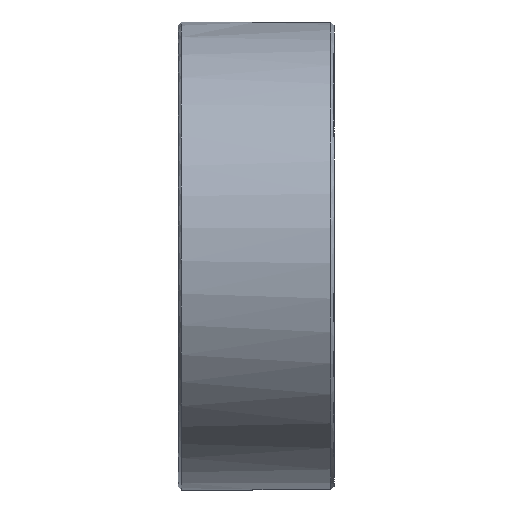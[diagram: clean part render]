
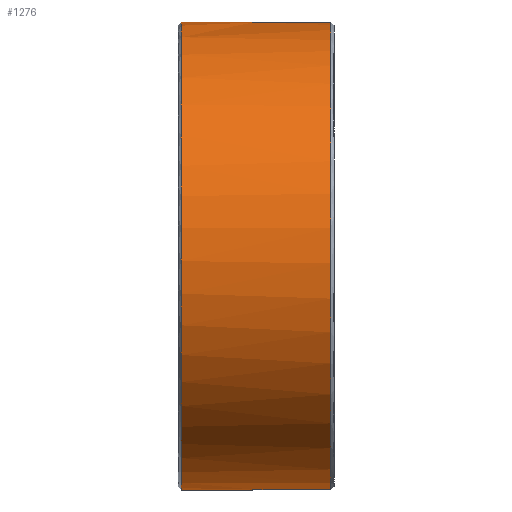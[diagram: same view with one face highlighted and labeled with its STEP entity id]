
A CAD part, front view. The second image highlights one B-rep face of the part: STEP entity #1276.
In plain terms, the highlighted free-form (B-spline) face has degree [3, 1] with [4, 2] control points.
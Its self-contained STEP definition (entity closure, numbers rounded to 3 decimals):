
#15 = VECTOR ( 'NONE', #1598, 1000. ) ;
#24 = CARTESIAN_POINT ( 'NONE',  ( 9.8, -1.055, -14.971 ) ) ;
#33 = CARTESIAN_POINT ( 'NONE',  ( 0.2, -34., 15. ) ) ;
#37 = DIRECTION ( 'NONE',  ( -1., 0., 0. ) ) ;
#129 = ORIENTED_EDGE ( 'NONE', *, *, #849, .T. ) ;
#130 = CARTESIAN_POINT ( 'NONE',  ( 0.2, 0., -15. ) ) ;
#174 = CARTESIAN_POINT ( 'NONE',  ( 4.8, 0., 15. ) ) ;
#189 = CARTESIAN_POINT ( 'NONE',  ( 0.2, 0., 15. ) ) ;
#191 = VERTEX_POINT ( 'NONE', #923 ) ;
#193 = CARTESIAN_POINT ( 'NONE',  ( 10., 0., -15. ) ) ;
#234 = CARTESIAN_POINT ( 'NONE',  ( 9.8, -1.055, -14.971 ) ) ;
#239 = DIRECTION ( 'NONE',  ( 1., 0., 0. ) ) ;
#264 = EDGE_CURVE ( 'NONE', #764, #274, #790, .T. ) ;
#274 = VERTEX_POINT ( 'NONE', #1421 ) ;
#301 = VERTEX_POINT ( 'NONE', #234 ) ;
#340 = EDGE_CURVE ( 'NONE', #274, #487, #1385, .T. ) ;
#354 = ORIENTED_EDGE ( 'NONE', *, *, #264, .T. ) ;
#371 = EDGE_CURVE ( 'NONE', #1438, #1016, #676, .T. ) ;
#374 = LINE ( 'NONE', #193, #1459 ) ;
#377 = CARTESIAN_POINT ( 'NONE',  ( 9.8, -34., -15. ) ) ;
#409 = ORIENTED_EDGE ( 'NONE', *, *, #1581, .T. ) ;
#419 = CARTESIAN_POINT ( 'NONE',  ( 0.2, -34., -15. ) ) ;
#458 = CARTESIAN_POINT ( 'NONE',  ( 4.8, -0.704, 14.99 ) ) ;
#486 = CARTESIAN_POINT ( 'NONE',  ( 9.8, -31.185, 13.318 ) ) ;
#487 = VERTEX_POINT ( 'NONE', #793 ) ;
#506 = VECTOR ( 'NONE', #239, 1000. ) ;
#531 = ORIENTED_EDGE ( 'NONE', *, *, #1401, .F. ) ;
#577 = CARTESIAN_POINT ( 'NONE',  ( 0.2, -34., 15. ) ) ;
#595 = CARTESIAN_POINT ( 'NONE',  ( 0.2, 0., 15. ) ) ;
#634 = CARTESIAN_POINT ( 'NONE',  ( 4.8, 0., -15. ) ) ;
#674 = CARTESIAN_POINT ( 'NONE',  ( 9.8, 0., 15. ) ) ;
#676 =( BOUNDED_CURVE ( )  B_SPLINE_CURVE ( 3, ( #634, #936, #1899, #1583 ),
 .UNSPECIFIED., .F., .F. ) 
 B_SPLINE_CURVE_WITH_KNOTS ( ( 4, 4 ),
 ( 0., 1. ),
 .UNSPECIFIED. ) 
 CURVE ( )  GEOMETRIC_REPRESENTATION_ITEM ( )  RATIONAL_B_SPLINE_CURVE ( ( 1., 1., 1., 1. ) ) 
 REPRESENTATION_ITEM ( '' )  );
#677 = VERTEX_POINT ( 'NONE', #1505 ) ;
#678 = CARTESIAN_POINT ( 'NONE',  ( 9.8, -1.055, 14.971 ) ) ;
#754 = CARTESIAN_POINT ( 'NONE',  ( 9.8, -31.185, -13.318 ) ) ;
#764 = VERTEX_POINT ( 'NONE', #678 ) ;
#784 = CARTESIAN_POINT ( 'NONE',  ( 4.8, -0.352, 15. ) ) ;
#790 = LINE ( 'NONE', #1098, #1824 ) ;
#793 = CARTESIAN_POINT ( 'NONE',  ( 4.8, 0., 15. ) ) ;
#822 = EDGE_LOOP ( 'NONE', ( #1537, #1714, #531, #1892, #409, #129, #354, #1044 ) ) ;
#823 = CARTESIAN_POINT ( 'NONE',  ( 10., 0., 15. ) ) ;
#849 = EDGE_CURVE ( 'NONE', #301, #764, #887, .T. ) ;
#887 =( BOUNDED_CURVE ( )  B_SPLINE_CURVE ( 3, ( #24, #754, #486, #1994 ),
 .UNSPECIFIED., .F., .T. ) 
 B_SPLINE_CURVE_WITH_KNOTS ( ( 4, 4 ),
 ( 0., 1. ),
 .UNSPECIFIED. ) 
 CURVE ( )  GEOMETRIC_REPRESENTATION_ITEM ( )  RATIONAL_B_SPLINE_CURVE ( ( 1., 0.375, 0.375, 1. ) ) 
 REPRESENTATION_ITEM ( '' )  );
#903 = EDGE_CURVE ( 'NONE', #191, #677, #1183, .T. ) ;
#923 = CARTESIAN_POINT ( 'NONE',  ( 0.2, 0., 15. ) ) ;
#936 = CARTESIAN_POINT ( 'NONE',  ( 4.8, -0.352, -15. ) ) ;
#956 = CARTESIAN_POINT ( 'NONE',  ( 4.8, -1.055, 14.971 ) ) ;
#995 = CARTESIAN_POINT ( 'NONE',  ( 0.2, -34., -15. ) ) ;
#1016 = VERTEX_POINT ( 'NONE', #1690 ) ;
#1019 = LINE ( 'NONE', #1997, #506 ) ;
#1044 = ORIENTED_EDGE ( 'NONE', *, *, #340, .T. ) ;
#1098 = CARTESIAN_POINT ( 'NONE',  ( 10., -1.055, 14.971 ) ) ;
#1136 = CARTESIAN_POINT ( 'NONE',  ( 9.8, 0., -15. ) ) ;
#1183 =( BOUNDED_CURVE ( )  B_SPLINE_CURVE ( 3, ( #595, #577, #419, #130 ),
 .UNSPECIFIED., .F., .T. ) 
 B_SPLINE_CURVE_WITH_KNOTS ( ( 4, 4 ),
 ( 0., 1. ),
 .UNSPECIFIED. ) 
 CURVE ( )  GEOMETRIC_REPRESENTATION_ITEM ( )  RATIONAL_B_SPLINE_CURVE ( ( 1., 0.333, 0.333, 1. ) ) 
 REPRESENTATION_ITEM ( '' )  );
#1276 = ADVANCED_FACE ( 'NONE', ( #1781 ), #1882, .F. ) ;
#1277 = LINE ( 'NONE', #823, #15 ) ;
#1385 =( BOUNDED_CURVE ( )  B_SPLINE_CURVE ( 3, ( #956, #458, #784, #174 ),
 .UNSPECIFIED., .F., .T. ) 
 B_SPLINE_CURVE_WITH_KNOTS ( ( 4, 4 ),
 ( 0., 1. ),
 .UNSPECIFIED. ) 
 CURVE ( )  GEOMETRIC_REPRESENTATION_ITEM ( )  RATIONAL_B_SPLINE_CURVE ( ( 1., 1., 1., 1. ) ) 
 REPRESENTATION_ITEM ( '' )  );
#1401 = EDGE_CURVE ( 'NONE', #1438, #677, #374, .T. ) ;
#1421 = CARTESIAN_POINT ( 'NONE',  ( 4.8, -1.055, 14.971 ) ) ;
#1438 = VERTEX_POINT ( 'NONE', #1627 ) ;
#1444 = CARTESIAN_POINT ( 'NONE',  ( 9.8, -34., 15. ) ) ;
#1452 = CARTESIAN_POINT ( 'NONE',  ( 0.2, 0., -15. ) ) ;
#1459 = VECTOR ( 'NONE', #37, 1000. ) ;
#1505 = CARTESIAN_POINT ( 'NONE',  ( 0.2, 0., -15. ) ) ;
#1537 = ORIENTED_EDGE ( 'NONE', *, *, #1891, .T. ) ;
#1550 = DIRECTION ( 'NONE',  ( -1., 0., 0. ) ) ;
#1581 = EDGE_CURVE ( 'NONE', #1016, #301, #1019, .T. ) ;
#1583 = CARTESIAN_POINT ( 'NONE',  ( 4.8, -1.055, -14.971 ) ) ;
#1598 = DIRECTION ( 'NONE',  ( -1., 0., 0. ) ) ;
#1627 = CARTESIAN_POINT ( 'NONE',  ( 4.8, 0., -15. ) ) ;
#1690 = CARTESIAN_POINT ( 'NONE',  ( 4.8, -1.055, -14.971 ) ) ;
#1714 = ORIENTED_EDGE ( 'NONE', *, *, #903, .T. ) ;
#1781 = FACE_OUTER_BOUND ( 'NONE', #822, .T. ) ;
#1824 = VECTOR ( 'NONE', #1550, 1000. ) ;
#1882 =( BOUNDED_SURFACE ( )  B_SPLINE_SURFACE ( 3, 1, ( 
 ( #674, #189 ),
 ( #1444, #33 ),
 ( #377, #995 ),
 ( #1136, #1452 ) ),
 .UNSPECIFIED., .F., .F., .T. ) 
 B_SPLINE_SURFACE_WITH_KNOTS ( ( 4, 4 ),
 ( 2, 2 ),
 ( 0., 1. ),
 ( 0., 1. ),
 .UNSPECIFIED. ) 
 GEOMETRIC_REPRESENTATION_ITEM ( )  RATIONAL_B_SPLINE_SURFACE ( (
 ( 1., 1.),
 ( 0.333, 0.333),
 ( 0.333, 0.333),
 ( 1., 1.) ) ) 
 REPRESENTATION_ITEM ( '' )  SURFACE ( )  );
#1891 = EDGE_CURVE ( 'NONE', #487, #191, #1277, .T. ) ;
#1892 = ORIENTED_EDGE ( 'NONE', *, *, #371, .T. ) ;
#1899 = CARTESIAN_POINT ( 'NONE',  ( 4.8, -0.704, -14.99 ) ) ;
#1994 = CARTESIAN_POINT ( 'NONE',  ( 9.8, -1.055, 14.971 ) ) ;
#1997 = CARTESIAN_POINT ( 'NONE',  ( 5., -1.055, -14.971 ) ) ;
